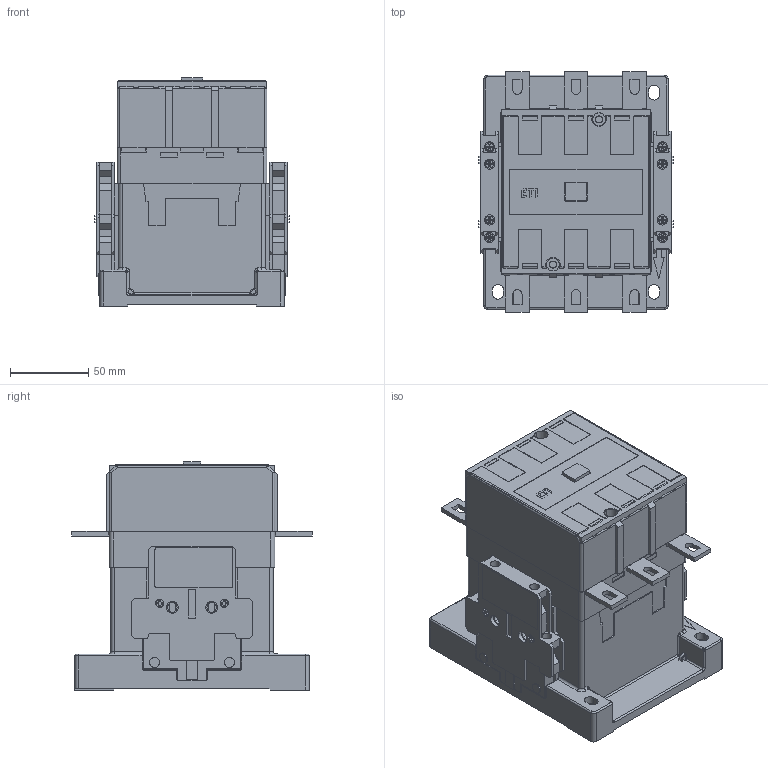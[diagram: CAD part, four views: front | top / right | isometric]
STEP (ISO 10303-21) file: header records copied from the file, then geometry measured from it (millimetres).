
FILE_DESCRIPTION((''),'2;1');
FILE_NAME('1673473296_ASM','2021-06-11T',('marketing.praksa'),('Audax d.o.o.'),'CREO PARAMETRIC BY PTC INC, 2017480','CREO PARAMETRIC BY PTC INC, 2017480','');
FILE_SCHEMA(('AUTOMOTIVE_DESIGN { 1 0 10303 214 1 1 1 1 }'));
Products named in the file (14): 1673473296_1; 1673473296_2; 1673473296_3; 1673473296_5; 1673473296_6; 1673473296_7; 1673473296_8; 1673473296_9; 1673473296_10; 1673473296_13; 1673473296_16; PRT9537; WL-BASE; 1673473296_ASM
Assembly tree (13 placements, depth 2):
  1673473296_ASM
    1673473296_1
    1673473296_2
    1673473296_3
    1673473296_5
    1673473296_6
    1673473296_7
    1673473296_8
    1673473296_9
    1673473296_10
    1673473296_13
    1673473296_16
    PRT9537
    WL-BASE
Bounding box: 124.2 x 154 x 146 mm (x, y, z)
Volume: 1647873.9 mm3; surface area: 198274.8 mm2
Topology: 15 solids, 15 shells, 2162 faces, 5724 edges, 3693 vertices
Faces by surface type: plane 1338, cylinder 558, cone 172, torus 46, bspline 28, sphere 20
Entity records: 102882 total; most frequent: CARTESIAN_POINT 15758, ORIENTED_EDGE 11408, DIRECTION 11043, PRESENTATION_STYLE_ASSIGNMENT 7881, STYLED_ITEM 7881, CURVE_STYLE 5704, EDGE_CURVE 5704, AXIS2_PLACEMENT_3D 3711
